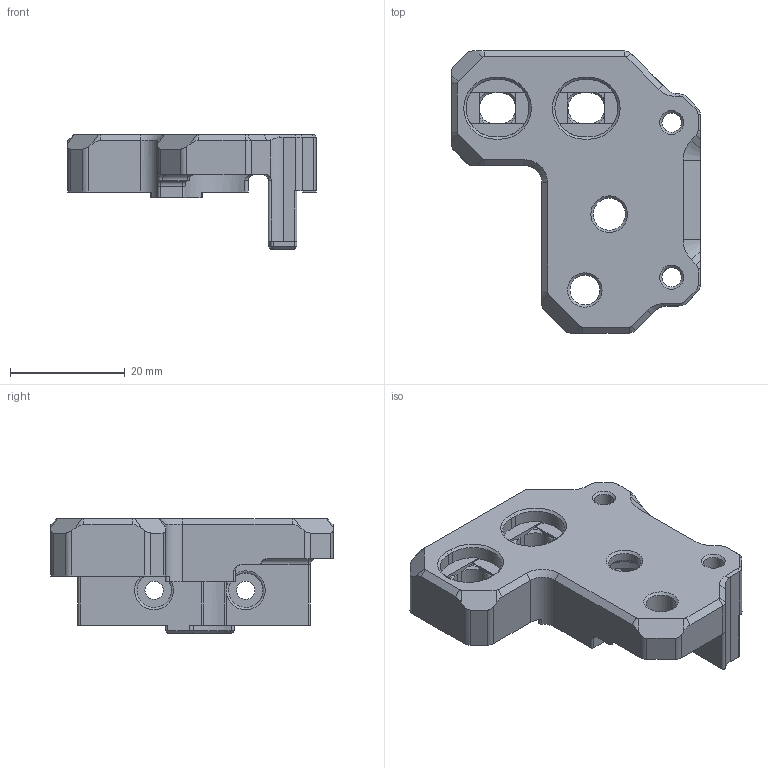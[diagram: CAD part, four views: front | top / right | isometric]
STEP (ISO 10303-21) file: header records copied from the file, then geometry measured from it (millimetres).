
FILE_DESCRIPTION(/* description */ (''),/* implementation_level */ '2;1');
FILE_NAME(/* name */ 'Printed_9mm_AWD_XY_joint_right_a.step',/* time_stamp */ '2025-12-12T09:31:40+03:00',/* author */ (''),/* organization */ (''),/* preprocessor_version */ 'ST-DEVELOPER v20.1',/* originating_system */ 'Autodesk Translation Framework v14.21.0.0',/* authorisation */ '');
FILE_SCHEMA (('AUTOMOTIVE_DESIGN { 1 0 10303 214 3 1 1 }'));
Length unit declared in the file: millimetre
Products named in the file (1): Printed_9mm_AWD_XY_joint_right_a
Bounding box: 43.4 x 49.24 x 20 mm (x, y, z)
Volume: 13018.6 mm3; surface area: 6530.7 mm2
Topology: 1 solids, 1 shells, 266 faces, 721 edges, 454 vertices
Faces by surface type: plane 124, cylinder 76, cone 48, torus 13, bspline 5
Full cylindrical faces by diameter (mm): 3.2 x2, 3.4 x2, 5.2 x1, 5.6 x1, 6 x2, 8 x1, 15.5 x1
Entity records: 8581 total; most frequent: CARTESIAN_POINT 1774, DIRECTION 1438, ORIENTED_EDGE 1434, EDGE_CURVE 717, AXIS2_PLACEMENT_3D 506, VERTEX_POINT 454, LINE 426, VECTOR 426
